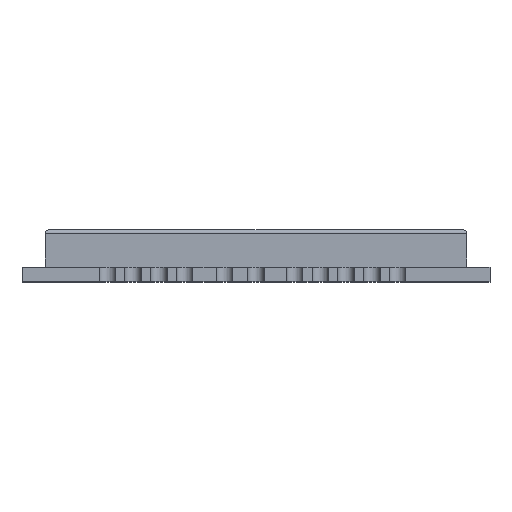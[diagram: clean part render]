
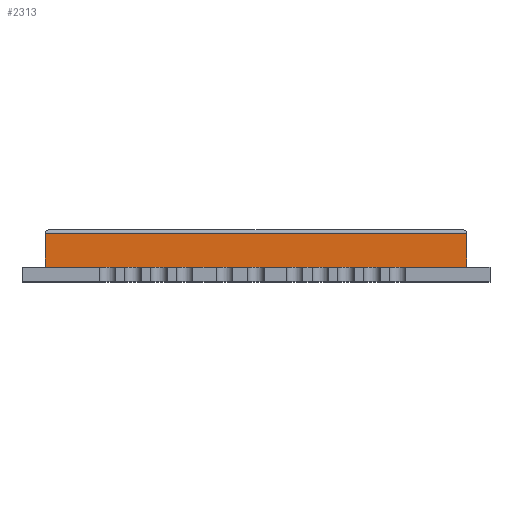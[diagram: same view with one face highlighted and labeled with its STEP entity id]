
A CAD part, top view. The second image highlights one B-rep face of the part: STEP entity #2313.
In plain terms, the highlighted planar face has unit normal (0, 0, 1).
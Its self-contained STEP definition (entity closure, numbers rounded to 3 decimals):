
#120=PLANE('',#2450);
#301=FACE_OUTER_BOUND('',#419,.T.);
#419=EDGE_LOOP('',(#1609,#1610,#1611,#1612));
#538=LINE('',#3362,#773);
#545=LINE('',#3377,#780);
#550=LINE('',#3389,#785);
#552=LINE('',#3392,#787);
#773=VECTOR('',#2679,10.);
#780=VECTOR('',#2694,10.);
#785=VECTOR('',#2707,10.);
#787=VECTOR('',#2711,10.);
#1008=VERTEX_POINT('',#3354);
#1010=VERTEX_POINT('',#3360);
#1014=VERTEX_POINT('',#3375);
#1017=VERTEX_POINT('',#3388);
#1237=EDGE_CURVE('',#1010,#1008,#538,.T.);
#1245=EDGE_CURVE('',#1014,#1010,#545,.T.);
#1250=EDGE_CURVE('',#1017,#1008,#550,.T.);
#1252=EDGE_CURVE('',#1017,#1014,#552,.T.);
#1609=ORIENTED_EDGE('',*,*,#1237,.F.);
#1610=ORIENTED_EDGE('',*,*,#1245,.F.);
#1611=ORIENTED_EDGE('',*,*,#1252,.F.);
#1612=ORIENTED_EDGE('',*,*,#1250,.T.);
#2313=ADVANCED_FACE('',(#301),#120,.T.);
#2450=AXIS2_PLACEMENT_3D('',#3391,#2709,#2710);
#2679=DIRECTION('',(1.,0.,0.));
#2694=DIRECTION('',(0.,1.,0.));
#2707=DIRECTION('',(0.,1.,0.));
#2709=DIRECTION('center_axis',(0.,0.,1.));
#2710=DIRECTION('ref_axis',(1.,0.,0.));
#2711=DIRECTION('',(-1.,0.,0.));
#3354=CARTESIAN_POINT('',(19.,2.05,22.7));
#3360=CARTESIAN_POINT('',(1.,2.05,22.7));
#3362=CARTESIAN_POINT('',(5.5,2.05,22.7));
#3375=CARTESIAN_POINT('',(1.,0.6,22.7));
#3377=CARTESIAN_POINT('',(1.,0.6,22.7));
#3388=CARTESIAN_POINT('',(19.,0.6,22.7));
#3389=CARTESIAN_POINT('',(19.,0.6,22.7));
#3391=CARTESIAN_POINT('Origin',(1.,0.6,22.7));
#3392=CARTESIAN_POINT('',(5.5,0.6,22.7));
